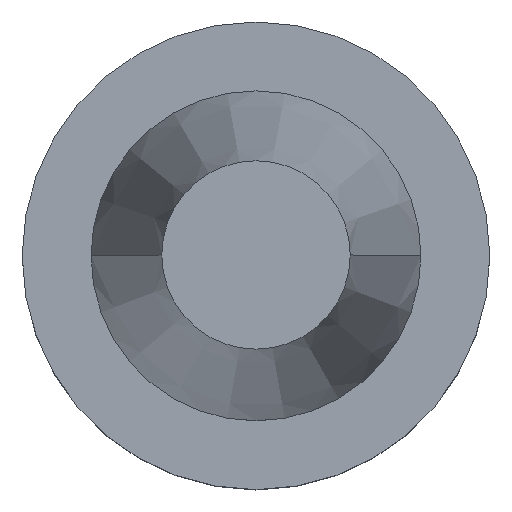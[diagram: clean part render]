
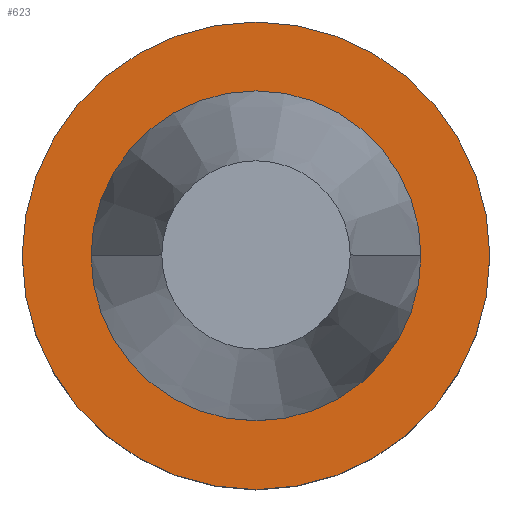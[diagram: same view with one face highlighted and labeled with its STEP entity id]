
A CAD part, top view. The second image highlights one B-rep face of the part: STEP entity #623.
In plain terms, the highlighted planar face has unit normal (0, 0, 1).
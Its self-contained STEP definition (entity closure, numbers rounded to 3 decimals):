
#5 = CARTESIAN_POINT ( 'NONE',  ( 0., 0., -1. ) ) ;
#14 = EDGE_CURVE ( 'NONE', #561, #52, #264, .T. ) ;
#16 = DIRECTION ( 'NONE',  ( 0., 0., -1. ) ) ;
#22 = FACE_OUTER_BOUND ( 'NONE', #229, .T. ) ;
#24 = DIRECTION ( 'NONE',  ( 1., 0., 0. ) ) ;
#52 = VERTEX_POINT ( 'NONE', #697 ) ;
#87 = DIRECTION ( 'NONE',  ( 0., 0., 1. ) ) ;
#101 = DIRECTION ( 'NONE',  ( 0., 0., 1. ) ) ;
#123 = VERTEX_POINT ( 'NONE', #642 ) ;
#133 = VERTEX_POINT ( 'NONE', #228 ) ;
#152 = AXIS2_PLACEMENT_3D ( 'NONE', #200, #16, #613 ) ;
#159 = EDGE_CURVE ( 'NONE', #123, #133, #402, .T. ) ;
#181 = AXIS2_PLACEMENT_3D ( 'NONE', #214, #101, #519 ) ;
#192 = AXIS2_PLACEMENT_3D ( 'NONE', #5, #87, #564 ) ;
#200 = CARTESIAN_POINT ( 'NONE',  ( 0., 31.5, -1. ) ) ;
#214 = CARTESIAN_POINT ( 'NONE',  ( 0., 0., -1. ) ) ;
#228 = CARTESIAN_POINT ( 'NONE',  ( 22.225, 0., -1. ) ) ;
#229 = EDGE_LOOP ( 'NONE', ( #306, #729 ) ) ;
#264 = CIRCLE ( 'NONE', #565, 31.5 ) ;
#306 = ORIENTED_EDGE ( 'NONE', *, *, #14, .T. ) ;
#352 = EDGE_CURVE ( 'NONE', #133, #123, #530, .T. ) ;
#380 = CIRCLE ( 'NONE', #428, 31.5 ) ;
#385 = DIRECTION ( 'NONE',  ( 1., 0., 0. ) ) ;
#402 = CIRCLE ( 'NONE', #192, 22.225 ) ;
#426 = ORIENTED_EDGE ( 'NONE', *, *, #159, .F. ) ;
#427 = FACE_BOUND ( 'NONE', #685, .T. ) ;
#428 = AXIS2_PLACEMENT_3D ( 'NONE', #752, #635, #385 ) ;
#441 = ORIENTED_EDGE ( 'NONE', *, *, #352, .F. ) ;
#488 = PLANE ( 'NONE',  #152 ) ;
#512 = CARTESIAN_POINT ( 'NONE',  ( 0., 0., -1. ) ) ;
#519 = DIRECTION ( 'NONE',  ( 1., 0., 0. ) ) ;
#530 = CIRCLE ( 'NONE', #181, 22.225 ) ;
#561 = VERTEX_POINT ( 'NONE', #608 ) ;
#564 = DIRECTION ( 'NONE',  ( 1., 0., 0. ) ) ;
#565 = AXIS2_PLACEMENT_3D ( 'NONE', #512, #574, #24 ) ;
#574 = DIRECTION ( 'NONE',  ( 0., 0., 1. ) ) ;
#608 = CARTESIAN_POINT ( 'NONE',  ( 31.5, 0., -1. ) ) ;
#613 = DIRECTION ( 'NONE',  ( -1., 0., 0. ) ) ;
#623 = ADVANCED_FACE ( 'NONE', ( #427, #22 ), #488, .F. ) ;
#635 = DIRECTION ( 'NONE',  ( 0., 0., 1. ) ) ;
#642 = CARTESIAN_POINT ( 'NONE',  ( -22.225, 0., -1. ) ) ;
#685 = EDGE_LOOP ( 'NONE', ( #441, #426 ) ) ;
#697 = CARTESIAN_POINT ( 'NONE',  ( -31.5, 0., -1. ) ) ;
#729 = ORIENTED_EDGE ( 'NONE', *, *, #750, .T. ) ;
#750 = EDGE_CURVE ( 'NONE', #52, #561, #380, .T. ) ;
#752 = CARTESIAN_POINT ( 'NONE',  ( 0., 0., -1. ) ) ;
